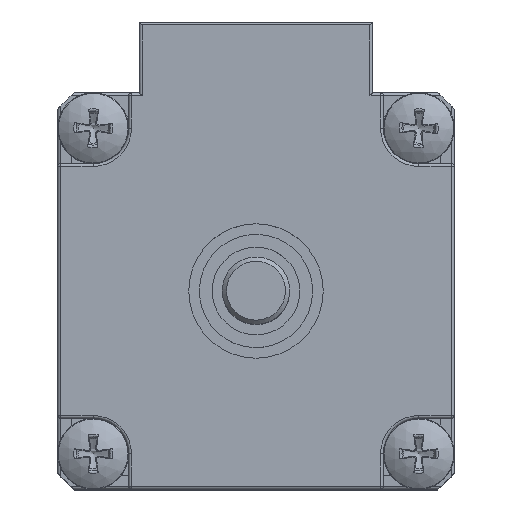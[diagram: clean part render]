
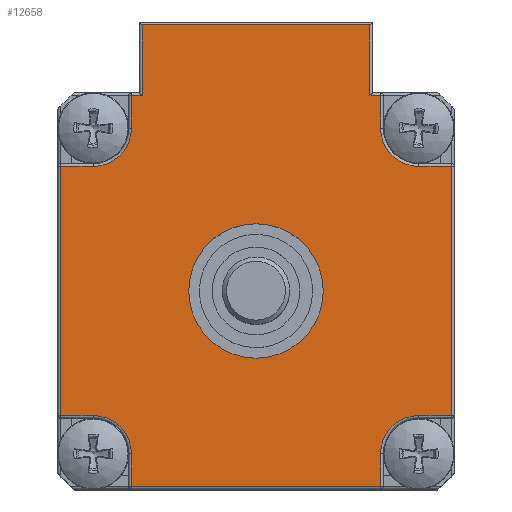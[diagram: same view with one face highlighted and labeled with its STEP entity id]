
A CAD part, top view. The second image highlights one B-rep face of the part: STEP entity #12658.
In plain terms, the highlighted planar face has unit normal (0, 0, 1).
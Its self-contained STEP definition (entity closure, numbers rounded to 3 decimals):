
#638=FACE_BOUND('',#2226,.T.);
#1015=CIRCLE('',#13703,2.7);
#1022=CIRCLE('',#13714,2.7);
#1030=CIRCLE('',#13726,2.7);
#1038=CIRCLE('',#13738,2.7);
#1049=CIRCLE('',#13775,4.75);
#1515=FACE_OUTER_BOUND('',#2225,.T.);
#2225=EDGE_LOOP('',(#10128,#10129,#10130,#10131,#10132,#10133,#10134,#10135,
#10136,#10137,#10138,#10139,#10140,#10141,#10142,#10143,#10144,#10145,#10146,
#10147));
#2226=EDGE_LOOP('',(#10148));
#3142=LINE('',#21020,#4371);
#3144=LINE('',#21032,#4373);
#3145=LINE('',#21037,#4374);
#3146=LINE('',#21042,#4375);
#3148=LINE('',#21052,#4377);
#3149=LINE('',#21057,#4378);
#3151=LINE('',#21066,#4380);
#3152=LINE('',#21074,#4381);
#3153=LINE('',#21079,#4382);
#3155=LINE('',#21088,#4384);
#3156=LINE('',#21096,#4385);
#3158=LINE('',#21103,#4387);
#3159=LINE('',#21107,#4388);
#3160=LINE('',#21110,#4389);
#3162=LINE('',#21116,#4391);
#3164=LINE('',#21120,#4393);
#4371=VECTOR('',#16207,2.3);
#4373=VECTOR('',#16221,2.3);
#4374=VECTOR('',#16228,17.6);
#4375=VECTOR('',#16233,2.3);
#4377=VECTOR('',#16247,2.3);
#4378=VECTOR('',#16254,17.6);
#4380=VECTOR('',#16262,2.3);
#4381=VECTOR('',#16275,2.3);
#4382=VECTOR('',#16282,17.6);
#4384=VECTOR('',#16290,2.3);
#4385=VECTOR('',#16303,2.3);
#4387=VECTOR('',#16309,5.);
#4388=VECTOR('',#16316,0.75);
#4389=VECTOR('',#16319,16.1);
#4391=VECTOR('',#16325,5.);
#4393=VECTOR('',#16331,0.75);
#5786=VERTEX_POINT('',#21016);
#5787=VERTEX_POINT('',#21018);
#5788=VERTEX_POINT('',#21022);
#5790=VERTEX_POINT('',#21028);
#5792=VERTEX_POINT('',#21035);
#5793=VERTEX_POINT('',#21039);
#5794=VERTEX_POINT('',#21041);
#5795=VERTEX_POINT('',#21045);
#5797=VERTEX_POINT('',#21055);
#5798=VERTEX_POINT('',#21059);
#5801=VERTEX_POINT('',#21064);
#5802=VERTEX_POINT('',#21068);
#5803=VERTEX_POINT('',#21077);
#5804=VERTEX_POINT('',#21081);
#5807=VERTEX_POINT('',#21086);
#5808=VERTEX_POINT('',#21090);
#5810=VERTEX_POINT('',#21100);
#5811=VERTEX_POINT('',#21102);
#5812=VERTEX_POINT('',#21109);
#5814=VERTEX_POINT('',#21115);
#5816=VERTEX_POINT('',#21151);
#7325=EDGE_CURVE('',#5787,#5786,#3142,.T.);
#7328=EDGE_CURVE('',#5786,#5788,#1015,.T.);
#7331=EDGE_CURVE('',#5788,#5790,#3144,.T.);
#7334=EDGE_CURVE('',#5792,#5787,#3145,.T.);
#7336=EDGE_CURVE('',#5793,#5794,#3146,.T.);
#7339=EDGE_CURVE('',#5794,#5795,#1022,.T.);
#7342=EDGE_CURVE('',#5795,#5792,#3148,.T.);
#7345=EDGE_CURVE('',#5797,#5793,#3149,.T.);
#7349=EDGE_CURVE('',#5801,#5798,#3151,.T.);
#7352=EDGE_CURVE('',#5798,#5802,#1030,.T.);
#7354=EDGE_CURVE('',#5802,#5797,#3152,.T.);
#7357=EDGE_CURVE('',#5803,#5801,#3153,.T.);
#7361=EDGE_CURVE('',#5807,#5804,#3155,.T.);
#7364=EDGE_CURVE('',#5804,#5808,#1038,.T.);
#7366=EDGE_CURVE('',#5808,#5803,#3156,.T.);
#7369=EDGE_CURVE('',#5810,#5811,#3158,.T.);
#7372=EDGE_CURVE('',#5790,#5810,#3159,.T.);
#7373=EDGE_CURVE('',#5811,#5812,#3160,.T.);
#7376=EDGE_CURVE('',#5812,#5814,#3162,.T.);
#7379=EDGE_CURVE('',#5814,#5807,#3164,.T.);
#7393=EDGE_CURVE('',#5816,#5816,#1049,.T.);
#10128=ORIENTED_EDGE('',*,*,#7369,.F.);
#10129=ORIENTED_EDGE('',*,*,#7372,.F.);
#10130=ORIENTED_EDGE('',*,*,#7331,.F.);
#10131=ORIENTED_EDGE('',*,*,#7328,.F.);
#10132=ORIENTED_EDGE('',*,*,#7325,.F.);
#10133=ORIENTED_EDGE('',*,*,#7334,.F.);
#10134=ORIENTED_EDGE('',*,*,#7342,.F.);
#10135=ORIENTED_EDGE('',*,*,#7339,.F.);
#10136=ORIENTED_EDGE('',*,*,#7336,.F.);
#10137=ORIENTED_EDGE('',*,*,#7345,.F.);
#10138=ORIENTED_EDGE('',*,*,#7354,.F.);
#10139=ORIENTED_EDGE('',*,*,#7352,.F.);
#10140=ORIENTED_EDGE('',*,*,#7349,.F.);
#10141=ORIENTED_EDGE('',*,*,#7357,.F.);
#10142=ORIENTED_EDGE('',*,*,#7366,.F.);
#10143=ORIENTED_EDGE('',*,*,#7364,.F.);
#10144=ORIENTED_EDGE('',*,*,#7361,.F.);
#10145=ORIENTED_EDGE('',*,*,#7379,.F.);
#10146=ORIENTED_EDGE('',*,*,#7376,.F.);
#10147=ORIENTED_EDGE('',*,*,#7373,.F.);
#10148=ORIENTED_EDGE('',*,*,#7393,.T.);
#12042=PLANE('',#13774);
#12658=ADVANCED_FACE('',(#1515,#638),#12042,.T.);
#13703=AXIS2_PLACEMENT_3D('',#21026,#16214,#16215);
#13714=AXIS2_PLACEMENT_3D('',#21047,#16240,#16241);
#13726=AXIS2_PLACEMENT_3D('',#21071,#16269,#16270);
#13738=AXIS2_PLACEMENT_3D('',#21093,#16297,#16298);
#13774=AXIS2_PLACEMENT_3D('',#21150,#16383,#16384);
#13775=AXIS2_PLACEMENT_3D('',#21152,#16385,#16386);
#16207=DIRECTION('',(1.,0.,0.));
#16214=DIRECTION('center_axis',(0.,0.,1.));
#16215=DIRECTION('ref_axis',(0.707,-0.707,0.));
#16221=DIRECTION('',(0.,1.,0.));
#16228=DIRECTION('',(0.,1.,0.));
#16233=DIRECTION('',(0.,1.,0.));
#16240=DIRECTION('center_axis',(0.,0.,1.));
#16241=DIRECTION('ref_axis',(0.707,0.707,0.));
#16247=DIRECTION('',(-1.,0.,0.));
#16254=DIRECTION('',(-1.,0.,0.));
#16262=DIRECTION('',(-1.,0.,0.));
#16269=DIRECTION('center_axis',(0.,0.,1.));
#16270=DIRECTION('ref_axis',(-0.707,0.707,0.));
#16275=DIRECTION('',(0.,-1.,0.));
#16282=DIRECTION('',(0.,-1.,0.));
#16290=DIRECTION('',(0.,-1.,0.));
#16297=DIRECTION('center_axis',(0.,0.,1.));
#16298=DIRECTION('ref_axis',(-0.707,-0.707,0.));
#16303=DIRECTION('',(1.,0.,0.));
#16309=DIRECTION('',(0.,1.,0.));
#16316=DIRECTION('',(1.,0.,0.));
#16319=DIRECTION('',(1.,0.,0.));
#16325=DIRECTION('',(0.,-1.,0.));
#16331=DIRECTION('',(1.,0.,0.));
#16383=DIRECTION('center_axis',(0.,0.,1.));
#16384=DIRECTION('ref_axis',(1.,0.,0.));
#16385=DIRECTION('center_axis',(0.,0.,-1.));
#16386=DIRECTION('ref_axis',(-1.,0.,0.));
#21016=CARTESIAN_POINT('',(-11.5,8.8,26.2));
#21018=CARTESIAN_POINT('',(-13.8,8.8,26.2));
#21020=CARTESIAN_POINT('',(-13.8,8.8,26.2));
#21022=CARTESIAN_POINT('',(-8.8,11.5,26.2));
#21026=CARTESIAN_POINT('Origin',(-11.5,11.5,26.2));
#21028=CARTESIAN_POINT('',(-8.8,13.8,26.2));
#21032=CARTESIAN_POINT('',(-8.8,11.5,26.2));
#21035=CARTESIAN_POINT('',(-13.8,-8.8,26.2));
#21037=CARTESIAN_POINT('',(-13.8,-8.8,26.2));
#21039=CARTESIAN_POINT('',(-8.8,-13.8,26.2));
#21041=CARTESIAN_POINT('',(-8.8,-11.5,26.2));
#21042=CARTESIAN_POINT('',(-8.8,-13.8,26.2));
#21045=CARTESIAN_POINT('',(-11.5,-8.8,26.2));
#21047=CARTESIAN_POINT('Origin',(-11.5,-11.5,26.2));
#21052=CARTESIAN_POINT('',(-11.5,-8.8,26.2));
#21055=CARTESIAN_POINT('',(8.8,-13.8,26.2));
#21057=CARTESIAN_POINT('',(8.8,-13.8,26.2));
#21059=CARTESIAN_POINT('',(11.5,-8.8,26.2));
#21064=CARTESIAN_POINT('',(13.8,-8.8,26.2));
#21066=CARTESIAN_POINT('',(13.8,-8.8,26.2));
#21068=CARTESIAN_POINT('',(8.8,-11.5,26.2));
#21071=CARTESIAN_POINT('Origin',(11.5,-11.5,26.2));
#21074=CARTESIAN_POINT('',(8.8,-11.5,26.2));
#21077=CARTESIAN_POINT('',(13.8,8.8,26.2));
#21079=CARTESIAN_POINT('',(13.8,8.8,26.2));
#21081=CARTESIAN_POINT('',(8.8,11.5,26.2));
#21086=CARTESIAN_POINT('',(8.8,13.8,26.2));
#21088=CARTESIAN_POINT('',(8.8,13.8,26.2));
#21090=CARTESIAN_POINT('',(11.5,8.8,26.2));
#21093=CARTESIAN_POINT('Origin',(11.5,11.5,26.2));
#21096=CARTESIAN_POINT('',(11.5,8.8,26.2));
#21100=CARTESIAN_POINT('',(-8.05,13.8,26.2));
#21102=CARTESIAN_POINT('',(-8.05,18.8,26.2));
#21103=CARTESIAN_POINT('',(-8.05,13.8,26.2));
#21107=CARTESIAN_POINT('',(-8.8,13.8,26.2));
#21109=CARTESIAN_POINT('',(8.05,18.8,26.2));
#21110=CARTESIAN_POINT('',(-8.05,18.8,26.2));
#21115=CARTESIAN_POINT('',(8.05,13.8,26.2));
#21116=CARTESIAN_POINT('',(8.05,18.8,26.2));
#21120=CARTESIAN_POINT('',(8.05,13.8,26.2));
#21150=CARTESIAN_POINT('Origin',(0.,0.,26.2));
#21151=CARTESIAN_POINT('',(4.75,0.,26.2));
#21152=CARTESIAN_POINT('Origin',(0.,0.,26.2));
